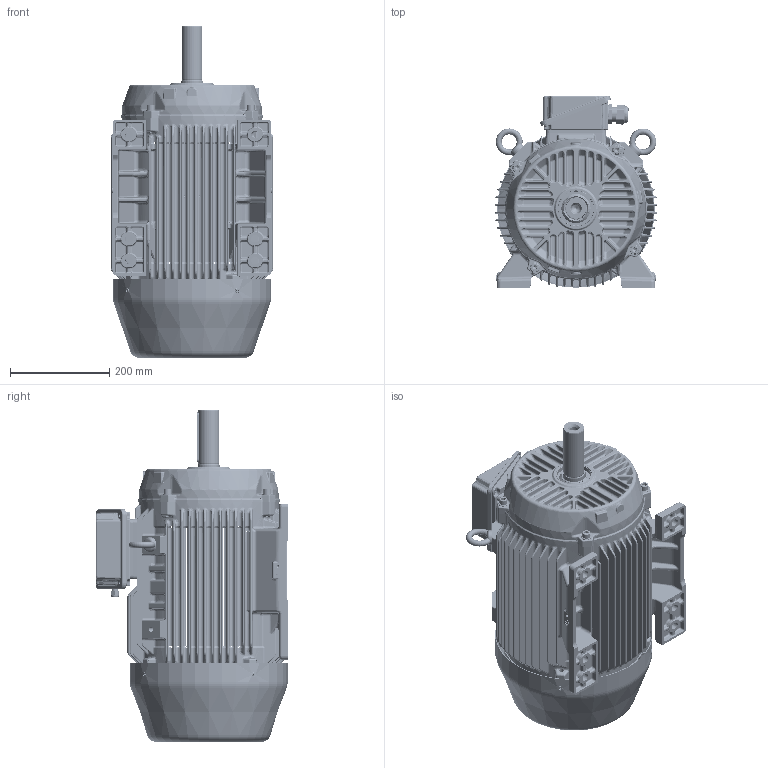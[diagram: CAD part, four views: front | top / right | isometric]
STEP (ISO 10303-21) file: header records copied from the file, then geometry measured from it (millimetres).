
FILE_DESCRIPTION(/* description */ (''),/* implementation_level */ '2;1');
FILE_NAME(/* name */ '6521545xx-DIS GORUNUS QHG 160L B3-KI.stp',/* time_stamp */ '2020-12-04T11:55:21+03:00',/* author */ (''),/* organization */ (''),/* preprocessor_version */ 'ST-DEVELOPER v16',/* originating_system */ 'SIEMENS PLM Software NX 11.0',/* authorisation */ '');
FILE_SCHEMA (('AUTOMOTIVE_DESIGN { 1 0 10303 214 3 1 1 1 }'));
Length unit declared in the file: millimetre
Products named in the file (1): C9017F38B806sw74
Bounding box: 327.37 x 387.41 x 667.5 mm (x, y, z)
Surface area: 1675883.4 mm2 (no closed solid volume)
Topology: 0 solids, 69 shells, 6299 faces, 17530 edges, 10708 vertices
Faces by surface type: bspline 2465, cylinder 1844, plane 1238, torus 351, cone 329, sphere 72
Full cylindrical faces by diameter (mm): 4.2 x7, 5.2 x2, 5.3 x4, 5.5 x8, 9 x8, 10 x3, 10.9 x2, 13.2 x1, 14 x1, 15 x1, 16 x8, 17 x1, 19 x1, 20 x4, 21 x1, 24.2 x1, 30 x2, 31.25 x1, 34.5 x1, 36 x1, 37 x1, 40 x1, 41.4 x1, 42 x1, 45 x1, 68.667 x1, 314 x1, 317 x1
Entity records: 251901 total; most frequent: CARTESIAN_POINT 111904, ORIENTED_EDGE 29924, DIRECTION 25630, EDGE_CURVE 17055, VERTEX_POINT 10665, AXIS2_PLACEMENT_3D 10335, EDGE_LOOP 6796, ADVANCED_FACE 6299
